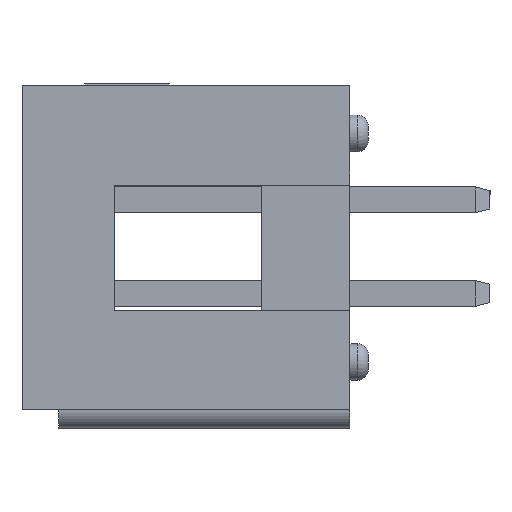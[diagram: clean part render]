
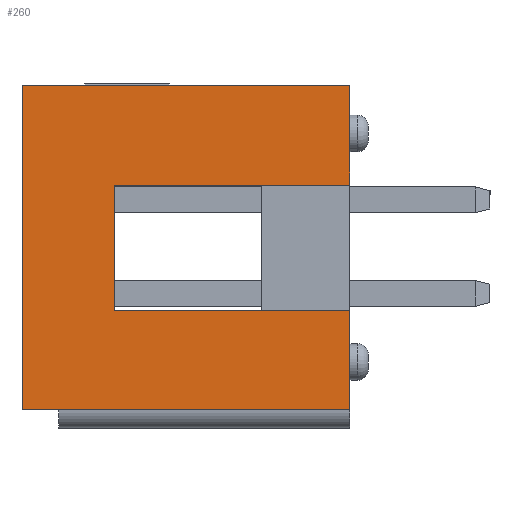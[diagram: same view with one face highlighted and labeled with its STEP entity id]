
A CAD part, left-side view. The second image highlights one B-rep face of the part: STEP entity #260.
In plain terms, the highlighted planar face has unit normal (-1, 0, 0).
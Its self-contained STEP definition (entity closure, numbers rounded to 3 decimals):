
#70 = CARTESIAN_POINT ( 'NONE',  ( 0., 6.4, -2.7 ) ) ;
#78 = ORIENTED_EDGE ( 'NONE', *, *, #1159, .F. ) ;
#111 = VERTEX_POINT ( 'NONE', #5784 ) ;
#129 = DIRECTION ( 'NONE',  ( 0., -1., 0. ) ) ;
#260 = ADVANCED_FACE ( 'NONE', ( #3150 ), #4994, .F. ) ;
#520 = LINE ( 'NONE', #4190, #5436 ) ;
#586 = CARTESIAN_POINT ( 'NONE',  ( 0., 0., -6.1 ) ) ;
#613 = EDGE_LOOP ( 'NONE', ( #2681, #5303, #1145, #78, #1474, #3682, #4943, #3947 ) ) ;
#670 = CARTESIAN_POINT ( 'NONE',  ( 0., 8.9, 0. ) ) ;
#872 = CARTESIAN_POINT ( 'NONE',  ( 0., 8.9, 0. ) ) ;
#987 = LINE ( 'NONE', #3749, #5693 ) ;
#1133 = VECTOR ( 'NONE', #4620, 1000. ) ;
#1145 = ORIENTED_EDGE ( 'NONE', *, *, #3803, .F. ) ;
#1159 = EDGE_CURVE ( 'NONE', #4168, #4481, #3108, .T. ) ;
#1192 = LINE ( 'NONE', #5788, #2122 ) ;
#1276 = EDGE_CURVE ( 'NONE', #4156, #5394, #987, .T. ) ;
#1474 = ORIENTED_EDGE ( 'NONE', *, *, #3954, .T. ) ;
#1536 = CARTESIAN_POINT ( 'NONE',  ( 0., 0., 0. ) ) ;
#1900 = LINE ( 'NONE', #2886, #4608 ) ;
#2122 = VECTOR ( 'NONE', #4010, 1000. ) ;
#2366 = LINE ( 'NONE', #1536, #4991 ) ;
#2677 = DIRECTION ( 'NONE',  ( 0., 0., -1. ) ) ;
#2681 = ORIENTED_EDGE ( 'NONE', *, *, #3124, .T. ) ;
#2706 = DIRECTION ( 'NONE',  ( 1., 0., 0. ) ) ;
#2886 = CARTESIAN_POINT ( 'NONE',  ( 0., 8.9, 0. ) ) ;
#2938 = CARTESIAN_POINT ( 'NONE',  ( 0., 0., -2.7 ) ) ;
#3097 = VERTEX_POINT ( 'NONE', #3752 ) ;
#3108 = LINE ( 'NONE', #5071, #3575 ) ;
#3124 = EDGE_CURVE ( 'NONE', #3097, #4426, #4207, .T. ) ;
#3150 = FACE_OUTER_BOUND ( 'NONE', #613, .T. ) ;
#3201 = CARTESIAN_POINT ( 'NONE',  ( 0., 6.4, -6.1 ) ) ;
#3307 = DIRECTION ( 'NONE',  ( 0., -1., 0. ) ) ;
#3357 = VECTOR ( 'NONE', #2677, 1000. ) ;
#3575 = VECTOR ( 'NONE', #4588, 1000. ) ;
#3682 = ORIENTED_EDGE ( 'NONE', *, *, #5292, .F. ) ;
#3749 = CARTESIAN_POINT ( 'NONE',  ( 0., 8.9, 0. ) ) ;
#3752 = CARTESIAN_POINT ( 'NONE',  ( 0., 0., -8.8 ) ) ;
#3784 = CARTESIAN_POINT ( 'NONE',  ( 0., 0., 0. ) ) ;
#3803 = EDGE_CURVE ( 'NONE', #4481, #5329, #5464, .T. ) ;
#3855 = CARTESIAN_POINT ( 'NONE',  ( 0., 6.4, -6.1 ) ) ;
#3947 = ORIENTED_EDGE ( 'NONE', *, *, #5064, .T. ) ;
#3954 = EDGE_CURVE ( 'NONE', #4168, #111, #2366, .T. ) ;
#3996 = CARTESIAN_POINT ( 'NONE',  ( 0., 8.9, -8.8 ) ) ;
#4010 = DIRECTION ( 'NONE',  ( 0., -1., 0. ) ) ;
#4156 = VERTEX_POINT ( 'NONE', #3996 ) ;
#4168 = VERTEX_POINT ( 'NONE', #2938 ) ;
#4190 = CARTESIAN_POINT ( 'NONE',  ( 0., 0., -6.1 ) ) ;
#4207 = LINE ( 'NONE', #3784, #1133 ) ;
#4210 = DIRECTION ( 'NONE',  ( 0., 0., 1. ) ) ;
#4426 = VERTEX_POINT ( 'NONE', #586 ) ;
#4477 = AXIS2_PLACEMENT_3D ( 'NONE', #872, #2706, #4541 ) ;
#4481 = VERTEX_POINT ( 'NONE', #70 ) ;
#4541 = DIRECTION ( 'NONE',  ( 0., 0., -1. ) ) ;
#4588 = DIRECTION ( 'NONE',  ( 0., 1., 0. ) ) ;
#4608 = VECTOR ( 'NONE', #3307, 1000. ) ;
#4620 = DIRECTION ( 'NONE',  ( 0., 0., 1. ) ) ;
#4943 = ORIENTED_EDGE ( 'NONE', *, *, #1276, .F. ) ;
#4991 = VECTOR ( 'NONE', #4210, 1000. ) ;
#4994 = PLANE ( 'NONE',  #4477 ) ;
#5064 = EDGE_CURVE ( 'NONE', #4156, #3097, #1192, .T. ) ;
#5071 = CARTESIAN_POINT ( 'NONE',  ( 0., 0., -2.7 ) ) ;
#5292 = EDGE_CURVE ( 'NONE', #5394, #111, #1900, .T. ) ;
#5303 = ORIENTED_EDGE ( 'NONE', *, *, #5876, .F. ) ;
#5329 = VERTEX_POINT ( 'NONE', #3855 ) ;
#5394 = VERTEX_POINT ( 'NONE', #670 ) ;
#5436 = VECTOR ( 'NONE', #129, 1000. ) ;
#5464 = LINE ( 'NONE', #3201, #3357 ) ;
#5582 = DIRECTION ( 'NONE',  ( 0., 0., 1. ) ) ;
#5693 = VECTOR ( 'NONE', #5582, 1000. ) ;
#5784 = CARTESIAN_POINT ( 'NONE',  ( 0., 0., 0. ) ) ;
#5788 = CARTESIAN_POINT ( 'NONE',  ( 0., 8.9, -8.8 ) ) ;
#5876 = EDGE_CURVE ( 'NONE', #5329, #4426, #520, .T. ) ;
